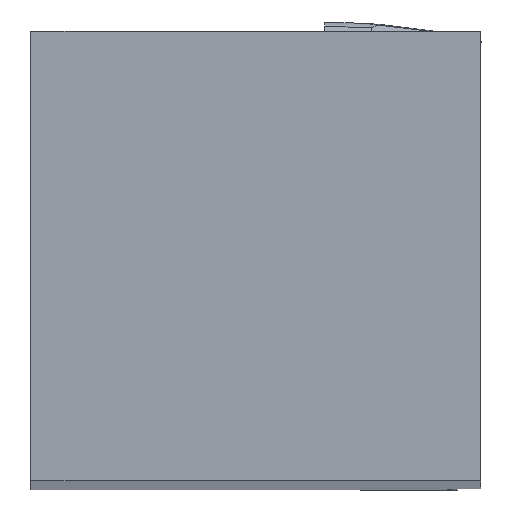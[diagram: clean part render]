
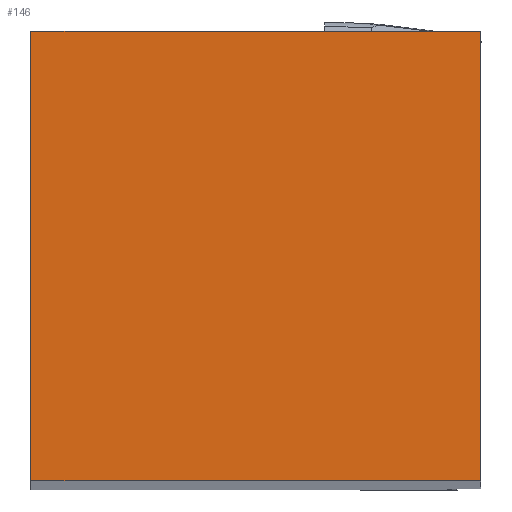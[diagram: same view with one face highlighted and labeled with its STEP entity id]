
A CAD part, top view. The second image highlights one B-rep face of the part: STEP entity #146.
In plain terms, the highlighted planar face has unit normal (0, 0, 1).
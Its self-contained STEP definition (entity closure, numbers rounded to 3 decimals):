
#146=ADVANCED_FACE('',(#217),#186,.F.);
#186=PLANE('',#887);
#217=FACE_OUTER_BOUND('',#250,.T.);
#250=EDGE_LOOP('',(#335,#336,#337,#338));
#335=ORIENTED_EDGE('',*,*,#577,.T.);
#336=ORIENTED_EDGE('',*,*,#580,.F.);
#337=ORIENTED_EDGE('',*,*,#571,.F.);
#338=ORIENTED_EDGE('',*,*,#561,.T.);
#494=VERTEX_POINT('',#1176);
#495=VERTEX_POINT('',#1178);
#503=VERTEX_POINT('',#1198);
#506=VERTEX_POINT('',#1207);
#561=EDGE_CURVE('',#495,#494,#659,.T.);
#571=EDGE_CURVE('',#495,#503,#669,.T.);
#577=EDGE_CURVE('',#494,#506,#675,.T.);
#580=EDGE_CURVE('',#503,#506,#678,.T.);
#659=LINE('',#1177,#739);
#669=LINE('',#1197,#749);
#675=LINE('',#1208,#755);
#678=LINE('',#1212,#758);
#739=VECTOR('',#959,1.);
#749=VECTOR('',#973,1.);
#755=VECTOR('',#981,1.);
#758=VECTOR('',#986,1.);
#887=AXIS2_PLACEMENT_3D('',#1217,#994,#995);
#959=DIRECTION('',(0.,-1.,0.));
#973=DIRECTION('',(1.,0.,0.));
#981=DIRECTION('',(1.,0.,0.));
#986=DIRECTION('',(0.,-1.,0.));
#994=DIRECTION('',(0.,0.,-1.));
#995=DIRECTION('',(0.,-1.,0.));
#1176=CARTESIAN_POINT('',(0.,0.,0.));
#1177=CARTESIAN_POINT('',(0.,10.,0.));
#1178=CARTESIAN_POINT('',(0.,10.,0.));
#1197=CARTESIAN_POINT('',(0.,10.,0.));
#1198=CARTESIAN_POINT('',(10.,10.,0.));
#1207=CARTESIAN_POINT('',(10.,0.,0.));
#1208=CARTESIAN_POINT('',(0.,0.,0.));
#1212=CARTESIAN_POINT('',(10.,10.,0.));
#1217=CARTESIAN_POINT('',(0.,10.,0.));
